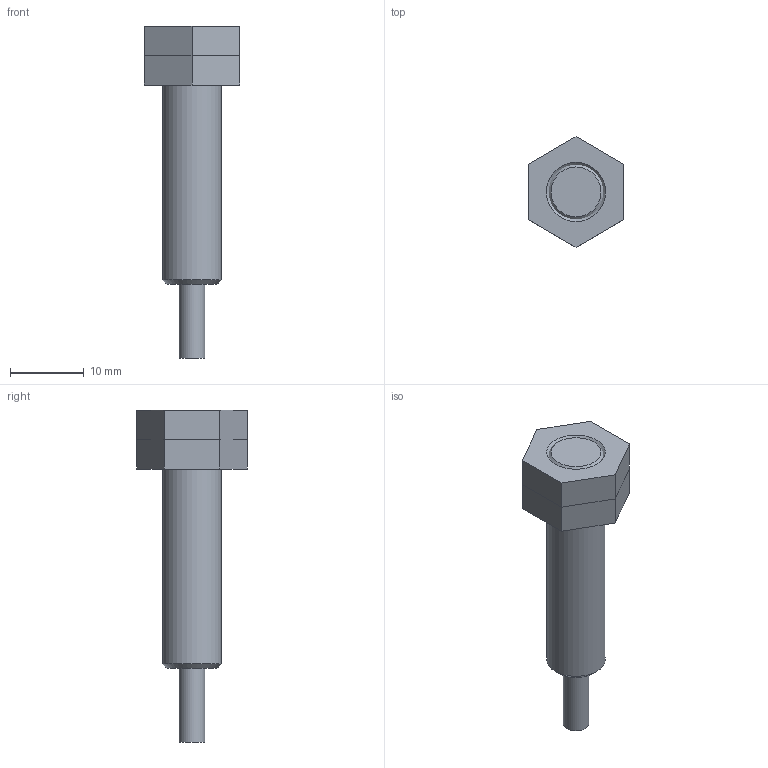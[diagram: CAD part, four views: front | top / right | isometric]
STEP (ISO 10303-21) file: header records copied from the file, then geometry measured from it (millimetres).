
FILE_DESCRIPTION(/* description */ ('STEP AP214'),/* implementation_level */ '2;1');
FILE_NAME(/* name */ '150390_SIEN-M8B-PO-K-L',/* time_stamp */ '2024-09-11T06:55:41+02:00',/* author */ ('License CC BY-ND 4.0'),/* organization */ ('CADENAS'),/* preprocessor_version */ 'ST-DEVELOPER v19.3',/* originating_system */ 'PARTsolutions',/* authorisation */ ' ');
FILE_SCHEMA (('AUTOMOTIVE_DESIGN {1 0 10303 214 3 1 1}'));
Length unit declared in the file: millimetre
Products named in the file (3): 150390 SIEN-M8B-PO-K-L---(4_0); 150390 SIEN-M8B-PO-K-Lp---(4_0); DIN-439A -M8x1(F)
Assembly tree (3 placements, depth 2):
  150390 SIEN-M8B-PO-K-L---(4_0)
    150390 SIEN-M8B-PO-K-Lp---(4_0)
    DIN-439A -M8x1(F)  x2
Bounding box: 13 x 15.01 x 45 mm (x, y, z)
Volume: 2703.4 mm3; surface area: 2014.3 mm2
Topology: 3 solids, 3 shells, 29 faces, 60 edges, 38 vertices
Faces by surface type: plane 19, cone 6, cylinder 4
Full cylindrical faces by diameter (mm): 3.5 x1, 6.917 x2, 8 x1
Entity records: 552 total; most frequent: DIRECTION 82, CARTESIAN_POINT 72, ORIENTED_EDGE 56, AXIS2_PLACEMENT_3D 32, EDGE_CURVE 28, EDGE_LOOP 28, FACE_BOUND 28, VERTEX_POINT 22
